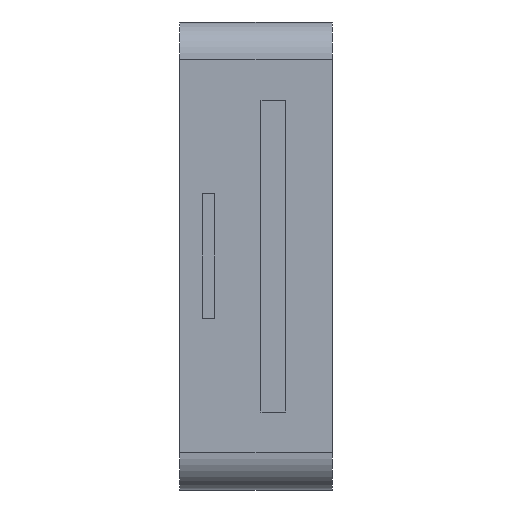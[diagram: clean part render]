
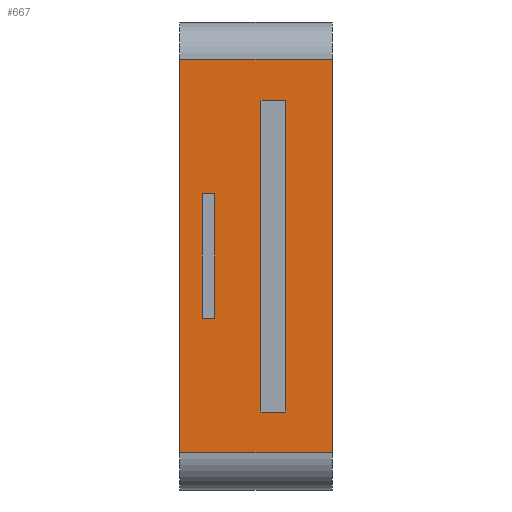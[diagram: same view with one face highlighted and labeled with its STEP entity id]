
A CAD part, left-side view. The second image highlights one B-rep face of the part: STEP entity #667.
In plain terms, the highlighted planar face has unit normal (-1, 0, 0).
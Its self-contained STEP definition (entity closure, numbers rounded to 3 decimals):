
#18 = CARTESIAN_POINT ( 'NONE',  ( -3.475, 0.94, -0.5 ) ) ;
#19 = CARTESIAN_POINT ( 'NONE',  ( -3.475, 0., 1.575 ) ) ;
#20 = CARTESIAN_POINT ( 'NONE',  ( -3.475, 0.94, 0.5 ) ) ;
#21 = CARTESIAN_POINT ( 'NONE',  ( -3.475, 1.04, 0.5 ) ) ;
#125 = ORIENTED_EDGE ( 'NONE', *, *, #613, .T. ) ;
#126 = ORIENTED_EDGE ( 'NONE', *, *, #616, .F. ) ;
#127 = ORIENTED_EDGE ( 'NONE', *, *, #622, .T. ) ;
#128 = ORIENTED_EDGE ( 'NONE', *, *, #615, .T. ) ;
#129 = ORIENTED_EDGE ( 'NONE', *, *, #612, .F. ) ;
#130 = ORIENTED_EDGE ( 'NONE', *, *, #611, .F. ) ;
#131 = ORIENTED_EDGE ( 'NONE', *, *, #609, .F. ) ;
#132 = ORIENTED_EDGE ( 'NONE', *, *, #610, .F. ) ;
#143 = AXIS2_PLACEMENT_3D ( 'NONE', #774, #779, #780 ) ;
#220 = EDGE_LOOP ( 'NONE', ( #129, #130, #131, #132 ) ) ;
#224 = EDGE_LOOP ( 'NONE', ( #126, #125, #127, #128 ) ) ;
#333 = LINE ( 'NONE', #703, #334 ) ;
#334 = VECTOR ( 'NONE', #704, 1000. ) ;
#335 = LINE ( 'NONE', #705, #336 ) ;
#336 = VECTOR ( 'NONE', #706, 1000. ) ;
#337 = LINE ( 'NONE', #707, #338 ) ;
#338 = VECTOR ( 'NONE', #708, 1000. ) ;
#339 = LINE ( 'NONE', #709, #340 ) ;
#340 = VECTOR ( 'NONE', #710, 1000. ) ;
#341 = LINE ( 'NONE', #711, #342 ) ;
#342 = VECTOR ( 'NONE', #712, 1000. ) ;
#345 = LINE ( 'NONE', #715, #346 ) ;
#346 = VECTOR ( 'NONE', #716, 1000. ) ;
#347 = LINE ( 'NONE', #717, #348 ) ;
#348 = VECTOR ( 'NONE', #718, 1000. ) ;
#359 = LINE ( 'NONE', #730, #360 ) ;
#360 = VECTOR ( 'NONE', #731, 1000. ) ;
#372 = FACE_OUTER_BOUND ( 'NONE', #224, .T. ) ;
#374 = FACE_BOUND ( 'NONE', #220, .T. ) ;
#439 = VERTEX_POINT ( 'NONE', #594 ) ;
#440 = VERTEX_POINT ( 'NONE', #595 ) ;
#441 = VERTEX_POINT ( 'NONE', #596 ) ;
#442 = VERTEX_POINT ( 'NONE', #21 ) ;
#443 = VERTEX_POINT ( 'NONE', #20 ) ;
#444 = VERTEX_POINT ( 'NONE', #19 ) ;
#445 = VERTEX_POINT ( 'NONE', #18 ) ;
#453 = VERTEX_POINT ( 'NONE', #656 ) ;
#594 = CARTESIAN_POINT ( 'NONE',  ( -3.475, 1.22, -1.575 ) ) ;
#595 = CARTESIAN_POINT ( 'NONE',  ( -3.475, 1.22, 1.575 ) ) ;
#596 = CARTESIAN_POINT ( 'NONE',  ( -3.475, 0., -1.575 ) ) ;
#609 = EDGE_CURVE ( 'NONE', #453, #445, #333, .T. ) ;
#610 = EDGE_CURVE ( 'NONE', #442, #453, #335, .T. ) ;
#611 = EDGE_CURVE ( 'NONE', #445, #443, #337, .T. ) ;
#612 = EDGE_CURVE ( 'NONE', #443, #442, #339, .T. ) ;
#613 = EDGE_CURVE ( 'NONE', #439, #441, #341, .T. ) ;
#615 = EDGE_CURVE ( 'NONE', #444, #440, #345, .T. ) ;
#616 = EDGE_CURVE ( 'NONE', #439, #440, #347, .T. ) ;
#622 = EDGE_CURVE ( 'NONE', #441, #444, #359, .T. ) ;
#656 = CARTESIAN_POINT ( 'NONE',  ( -3.475, 1.04, -0.5 ) ) ;
#667 = ADVANCED_FACE ( 'NONE', ( #372, #374 ), #773, .F. ) ;
#703 = CARTESIAN_POINT ( 'NONE',  ( -3.475, 1.04, -0.5 ) ) ;
#704 = DIRECTION ( 'NONE',  ( 0., -1., 0. ) ) ;
#705 = CARTESIAN_POINT ( 'NONE',  ( -3.475, 1.04, -0.5 ) ) ;
#706 = DIRECTION ( 'NONE',  ( 0., 0., -1. ) ) ;
#707 = CARTESIAN_POINT ( 'NONE',  ( -3.475, 0.94, -0.5 ) ) ;
#708 = DIRECTION ( 'NONE',  ( 0., 0., 1. ) ) ;
#709 = CARTESIAN_POINT ( 'NONE',  ( -3.475, 1.04, 0.5 ) ) ;
#710 = DIRECTION ( 'NONE',  ( 0., 1., 0. ) ) ;
#711 = CARTESIAN_POINT ( 'NONE',  ( -3.475, 1.22, -1.575 ) ) ;
#712 = DIRECTION ( 'NONE',  ( 0., -1., 0. ) ) ;
#715 = CARTESIAN_POINT ( 'NONE',  ( -3.475, 1.22, 1.575 ) ) ;
#716 = DIRECTION ( 'NONE',  ( 0., 1., 0. ) ) ;
#717 = CARTESIAN_POINT ( 'NONE',  ( -3.475, 1.22, -1.875 ) ) ;
#718 = DIRECTION ( 'NONE',  ( 0., 0., 1. ) ) ;
#730 = CARTESIAN_POINT ( 'NONE',  ( -3.475, 0., -1.875 ) ) ;
#731 = DIRECTION ( 'NONE',  ( 0., 0., 1. ) ) ;
#773 = PLANE ( 'NONE',  #143 ) ;
#774 = CARTESIAN_POINT ( 'NONE',  ( -3.475, 1.22, -1.875 ) ) ;
#779 = DIRECTION ( 'NONE',  ( 1., 0., 0. ) ) ;
#780 = DIRECTION ( 'NONE',  ( 0., 0., -1. ) ) ;
